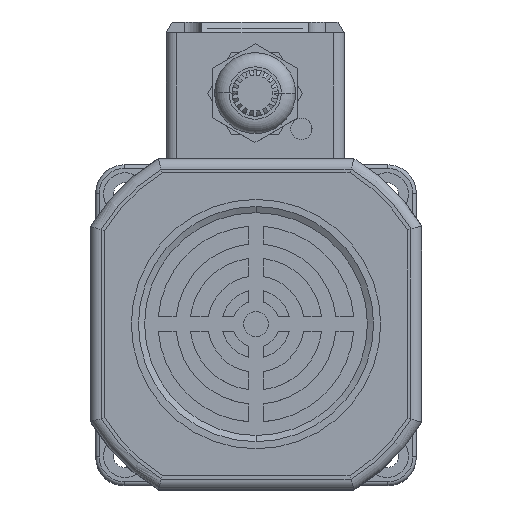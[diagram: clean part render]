
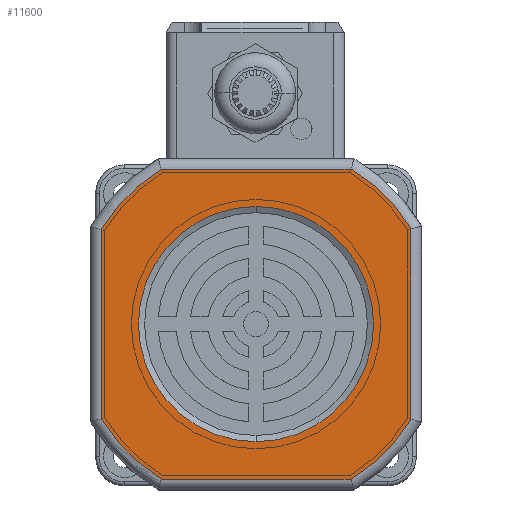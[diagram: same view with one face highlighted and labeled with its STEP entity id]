
A CAD part, top view. The second image highlights one B-rep face of the part: STEP entity #11600.
In plain terms, the highlighted face is planar.
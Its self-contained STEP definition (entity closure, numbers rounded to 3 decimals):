
#1453 = CIRCLE ( 'NONE', #9586, 51. ) ;
#1966 = DIRECTION ( 'NONE',  ( 0., -1., 0. ) ) ;
#2973 = FACE_OUTER_BOUND ( 'NONE', #10415, .T. ) ;
#3846 = CARTESIAN_POINT ( 'NONE',  ( 0., 0., 33. ) ) ;
#5270 = DIRECTION ( 'NONE',  ( 0., -1., 0. ) ) ;
#5308 = VECTOR ( 'NONE', #9770, 1000. ) ;
#5869 = CARTESIAN_POINT ( 'NONE',  ( 0.05, 0., -43.5 ) ) ;
#5997 = CARTESIAN_POINT ( 'NONE',  ( 0.05, 0., 0. ) ) ;
#6027 = VECTOR ( 'NONE', #28683, 1000. ) ;
#6112 = DIRECTION ( 'NONE',  ( 0., -1., 0. ) ) ;
#6454 = ORIENTED_EDGE ( 'NONE', *, *, #19819, .T. ) ;
#6540 = CIRCLE ( 'NONE', #18066, 51. ) ;
#7313 = CARTESIAN_POINT ( 'NONE',  ( 43.5, 0., -26.705 ) ) ;
#7334 = ORIENTED_EDGE ( 'NONE', *, *, #21362, .T. ) ;
#7353 = CARTESIAN_POINT ( 'NONE',  ( 43.5, 0., 0. ) ) ;
#7511 = CARTESIAN_POINT ( 'NONE',  ( -26.572, 0., 43.5 ) ) ;
#7653 = CARTESIAN_POINT ( 'NONE',  ( 26.673, 0., 43.5 ) ) ;
#8057 = CIRCLE ( 'NONE', #21111, 51. ) ;
#8364 = CARTESIAN_POINT ( 'NONE',  ( -26.572, 0., -43.5 ) ) ;
#8379 = DIRECTION ( 'NONE',  ( 0., 0., 1. ) ) ;
#8395 = EDGE_LOOP ( 'NONE', ( #27470, #17712 ) ) ;
#8574 = FACE_BOUND ( 'NONE', #8395, .T. ) ;
#8870 = CIRCLE ( 'NONE', #13427, 33. ) ;
#8947 = DIRECTION ( 'NONE',  ( 0., -1., 0. ) ) ;
#9191 = ORIENTED_EDGE ( 'NONE', *, *, #19998, .T. ) ;
#9586 = AXIS2_PLACEMENT_3D ( 'NONE', #5997, #22890, #8379 ) ;
#9770 = DIRECTION ( 'NONE',  ( 0., 0., 1. ) ) ;
#10415 = EDGE_LOOP ( 'NONE', ( #6454, #9191, #22398, #25096, #7334, #15072, #24507, #18623 ) ) ;
#10794 = CARTESIAN_POINT ( 'NONE',  ( 0., 0., 0. ) ) ;
#11209 = CARTESIAN_POINT ( 'NONE',  ( 26.673, 0., -43.5 ) ) ;
#11600 = ADVANCED_FACE ( 'NONE', ( #2973, #8574 ), #22841, .F. ) ;
#12487 = LINE ( 'NONE', #19282, #6027 ) ;
#13305 = DIRECTION ( 'NONE',  ( 0., 0., -1. ) ) ;
#13427 = AXIS2_PLACEMENT_3D ( 'NONE', #10794, #27624, #13305 ) ;
#14098 = CARTESIAN_POINT ( 'NONE',  ( 0., 0., -33. ) ) ;
#14355 = VERTEX_POINT ( 'NONE', #7653 ) ;
#15072 = ORIENTED_EDGE ( 'NONE', *, *, #21553, .T. ) ;
#15375 = VECTOR ( 'NONE', #18138, 1000. ) ;
#15400 = CIRCLE ( 'NONE', #21378, 51. ) ;
#15620 = CARTESIAN_POINT ( 'NONE',  ( 43.5, 0., 26.705 ) ) ;
#16580 = CARTESIAN_POINT ( 'NONE',  ( -43.5, 0., 0. ) ) ;
#16603 = CARTESIAN_POINT ( 'NONE',  ( 0., 0., 0. ) ) ;
#17712 = ORIENTED_EDGE ( 'NONE', *, *, #26653, .F. ) ;
#18066 = AXIS2_PLACEMENT_3D ( 'NONE', #23462, #8947, #25830 ) ;
#18138 = DIRECTION ( 'NONE',  ( 1., 0., 0. ) ) ;
#18466 = LINE ( 'NONE', #16580, #25430 ) ;
#18623 = ORIENTED_EDGE ( 'NONE', *, *, #28642, .T. ) ;
#18979 = VERTEX_POINT ( 'NONE', #8364 ) ;
#19029 = CIRCLE ( 'NONE', #19425, 33. ) ;
#19031 = VERTEX_POINT ( 'NONE', #7313 ) ;
#19036 = DIRECTION ( 'NONE',  ( 0., 0., -1. ) ) ;
#19282 = CARTESIAN_POINT ( 'NONE',  ( 0.05, 0., 43.5 ) ) ;
#19311 = CARTESIAN_POINT ( 'NONE',  ( -43.5, 0., -26.54 ) ) ;
#19425 = AXIS2_PLACEMENT_3D ( 'NONE', #16603, #1966, #19036 ) ;
#19819 = EDGE_CURVE ( 'NONE', #30021, #23735, #18466, .T. ) ;
#19833 = CARTESIAN_POINT ( 'NONE',  ( 0.05, 0., 0. ) ) ;
#19998 = EDGE_CURVE ( 'NONE', #23735, #18979, #15400, .T. ) ;
#20627 = EDGE_CURVE ( 'NONE', #18979, #30973, #21734, .T. ) ;
#20655 = CARTESIAN_POINT ( 'NONE',  ( 0.05, 0., 0. ) ) ;
#20733 = VERTEX_POINT ( 'NONE', #3846 ) ;
#20786 = EDGE_CURVE ( 'NONE', #30973, #19031, #6540, .T. ) ;
#21111 = AXIS2_PLACEMENT_3D ( 'NONE', #20655, #6112, #23009 ) ;
#21362 = EDGE_CURVE ( 'NONE', #19031, #21510, #30891, .T. ) ;
#21378 = AXIS2_PLACEMENT_3D ( 'NONE', #19833, #5270, #22183 ) ;
#21510 = VERTEX_POINT ( 'NONE', #15620 ) ;
#21553 = EDGE_CURVE ( 'NONE', #21510, #14355, #1453, .T. ) ;
#21734 = LINE ( 'NONE', #5869, #15375 ) ;
#21930 = DIRECTION ( 'NONE',  ( 0., 0., 1. ) ) ;
#22147 = EDGE_CURVE ( 'NONE', #14355, #28097, #12487, .T. ) ;
#22183 = DIRECTION ( 'NONE',  ( 0., 0., 1. ) ) ;
#22198 = DIRECTION ( 'NONE',  ( 0., 1., 0. ) ) ;
#22398 = ORIENTED_EDGE ( 'NONE', *, *, #20627, .T. ) ;
#22841 = PLANE ( 'NONE',  #27622 ) ;
#22890 = DIRECTION ( 'NONE',  ( 0., -1., 0. ) ) ;
#23009 = DIRECTION ( 'NONE',  ( 0., 0., 1. ) ) ;
#23101 = CARTESIAN_POINT ( 'NONE',  ( -43.5, 0., 26.54 ) ) ;
#23462 = CARTESIAN_POINT ( 'NONE',  ( 0.05, 0., 0. ) ) ;
#23615 = VERTEX_POINT ( 'NONE', #14098 ) ;
#23735 = VERTEX_POINT ( 'NONE', #19311 ) ;
#24507 = ORIENTED_EDGE ( 'NONE', *, *, #22147, .T. ) ;
#25096 = ORIENTED_EDGE ( 'NONE', *, *, #20786, .T. ) ;
#25430 = VECTOR ( 'NONE', #30835, 1000. ) ;
#25830 = DIRECTION ( 'NONE',  ( 0., 0., 1. ) ) ;
#26433 = CARTESIAN_POINT ( 'NONE',  ( 0.05, 0., 0. ) ) ;
#26653 = EDGE_CURVE ( 'NONE', #20733, #23615, #8870, .T. ) ;
#27470 = ORIENTED_EDGE ( 'NONE', *, *, #31043, .F. ) ;
#27622 = AXIS2_PLACEMENT_3D ( 'NONE', #26433, #22198, #21930 ) ;
#27624 = DIRECTION ( 'NONE',  ( 0., -1., 0. ) ) ;
#28097 = VERTEX_POINT ( 'NONE', #7511 ) ;
#28642 = EDGE_CURVE ( 'NONE', #28097, #30021, #8057, .T. ) ;
#28683 = DIRECTION ( 'NONE',  ( -1., 0., 0. ) ) ;
#30021 = VERTEX_POINT ( 'NONE', #23101 ) ;
#30835 = DIRECTION ( 'NONE',  ( 0., 0., -1. ) ) ;
#30891 = LINE ( 'NONE', #7353, #5308 ) ;
#30973 = VERTEX_POINT ( 'NONE', #11209 ) ;
#31043 = EDGE_CURVE ( 'NONE', #23615, #20733, #19029, .T. ) ;
